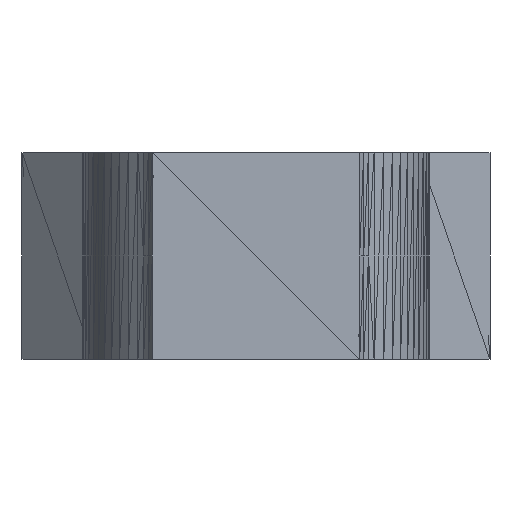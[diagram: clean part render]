
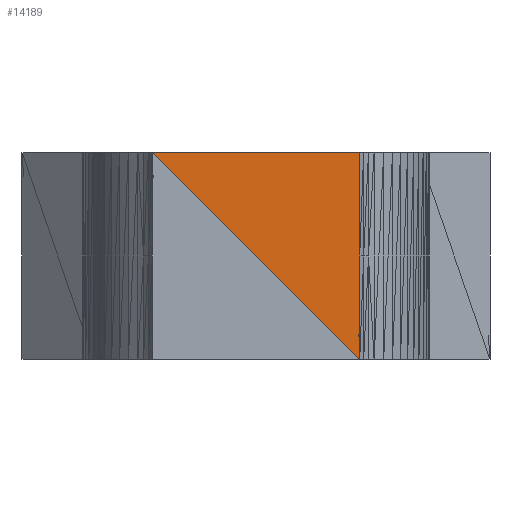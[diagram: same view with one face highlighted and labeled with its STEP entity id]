
A CAD part, left-side view. The second image highlights one B-rep face of the part: STEP entity #14189.
In plain terms, the highlighted planar face has unit normal (-1, 0, 0).
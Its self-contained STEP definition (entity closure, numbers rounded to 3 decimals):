
#203=FACE_OUTER_BOUND('',#1475,.T.);
#1475=EDGE_LOOP('',(#9477,#9478,#9479));
#2935=LINE('',#21768,#4843);
#2936=LINE('',#21770,#4844);
#2937=LINE('',#21771,#4845);
#4843=VECTOR('',#17315,10.);
#4844=VECTOR('',#17316,10.);
#4845=VECTOR('',#17317,10.);
#6408=VERTEX_POINT('',#21132);
#6563=VERTEX_POINT('',#21767);
#6564=VERTEX_POINT('',#21769);
#7381=EDGE_CURVE('',#6563,#6408,#2935,.T.);
#7382=EDGE_CURVE('',#6564,#6408,#2936,.T.);
#7383=EDGE_CURVE('',#6563,#6564,#2937,.T.);
#9477=ORIENTED_EDGE('',*,*,#7381,.T.);
#9478=ORIENTED_EDGE('',*,*,#7382,.F.);
#9479=ORIENTED_EDGE('',*,*,#7383,.F.);
#12917=PLANE('',#15475);
#14189=ADVANCED_FACE('',(#203),#12917,.T.);
#15475=AXIS2_PLACEMENT_3D('',#21766,#17313,#17314);
#17313=DIRECTION('center_axis',(-1.,0.,0.));
#17314=DIRECTION('ref_axis',(0.,0.,1.));
#17315=DIRECTION('',(0.,-0.709,-0.705));
#17316=DIRECTION('',(0.,0.,-1.));
#17317=DIRECTION('',(0.,-1.,0.));
#21132=CARTESIAN_POINT('',(-40.,-9.547,0.));
#21766=CARTESIAN_POINT('Origin',(-40.,-9.547,19.));
#21767=CARTESIAN_POINT('',(-40.,9.547,19.));
#21768=CARTESIAN_POINT('',(-40.,9.547,19.));
#21769=CARTESIAN_POINT('',(-40.,-9.547,19.));
#21770=CARTESIAN_POINT('',(-40.,-9.547,19.));
#21771=CARTESIAN_POINT('',(-40.,9.547,19.));
